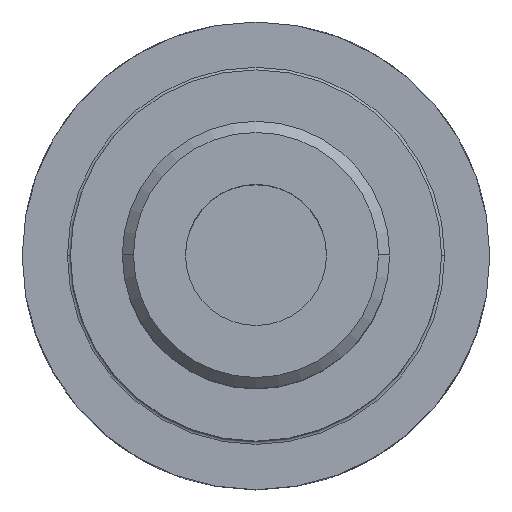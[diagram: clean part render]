
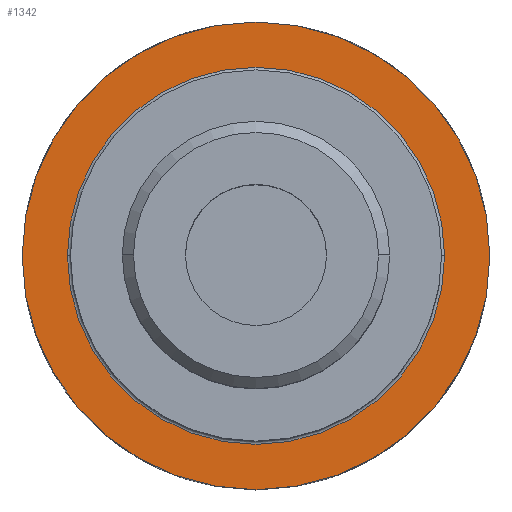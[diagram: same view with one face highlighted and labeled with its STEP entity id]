
A CAD part, top view. The second image highlights one B-rep face of the part: STEP entity #1342.
In plain terms, the highlighted planar face has unit normal (0, 0, 1).
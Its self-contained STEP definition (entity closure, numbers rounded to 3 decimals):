
#46 = CARTESIAN_POINT ( 'NONE',  ( 0., 0., 22. ) ) ;
#85 = DIRECTION ( 'NONE',  ( -1., 0., 0. ) ) ;
#461 = DIRECTION ( 'NONE',  ( 0., 0., -1. ) ) ;
#465 = PLANE ( 'NONE',  #2084 ) ;
#531 = ORIENTED_EDGE ( 'NONE', *, *, #3469, .T. ) ;
#645 = CARTESIAN_POINT ( 'NONE',  ( -31.5, 0., 22. ) ) ;
#1128 = AXIS2_PLACEMENT_3D ( 'NONE', #46, #461, #2800 ) ;
#1256 = DIRECTION ( 'NONE',  ( -1., 0., 0. ) ) ;
#1283 = DIRECTION ( 'NONE',  ( 0., 0., -1. ) ) ;
#1287 = EDGE_LOOP ( 'NONE', ( #531, #3356 ) ) ;
#1335 = CARTESIAN_POINT ( 'NONE',  ( 31.5, 0., 22. ) ) ;
#1342 = ADVANCED_FACE ( 'NONE', ( #1979, #2899 ), #465, .F. ) ;
#1391 = DIRECTION ( 'NONE',  ( 1., 0., 0. ) ) ;
#1611 = EDGE_CURVE ( 'NONE', #3345, #4768, #5125, .T. ) ;
#1772 = DIRECTION ( 'NONE',  ( 0., 0., 1. ) ) ;
#1979 = FACE_BOUND ( 'NONE', #4418, .T. ) ;
#2084 = AXIS2_PLACEMENT_3D ( 'NONE', #2874, #4879, #1256 ) ;
#2088 = AXIS2_PLACEMENT_3D ( 'NONE', #2917, #1772, #1391 ) ;
#2174 = CIRCLE ( 'NONE', #2088, 31.5 ) ;
#2227 = ORIENTED_EDGE ( 'NONE', *, *, #3636, .T. ) ;
#2364 = CARTESIAN_POINT ( 'NONE',  ( -25.4, 0., 22. ) ) ;
#2373 = CARTESIAN_POINT ( 'NONE',  ( 0., 0., 22. ) ) ;
#2486 = CIRCLE ( 'NONE', #4121, 31.5 ) ;
#2731 = ORIENTED_EDGE ( 'NONE', *, *, #1611, .T. ) ;
#2766 = DIRECTION ( 'NONE',  ( 0., 0., 1. ) ) ;
#2800 = DIRECTION ( 'NONE',  ( -1., 0., 0. ) ) ;
#2819 = CARTESIAN_POINT ( 'NONE',  ( 25.4, 0., 22. ) ) ;
#2874 = CARTESIAN_POINT ( 'NONE',  ( 0., 0., 22. ) ) ;
#2899 = FACE_OUTER_BOUND ( 'NONE', #1287, .T. ) ;
#2917 = CARTESIAN_POINT ( 'NONE',  ( 0., 0., 22. ) ) ;
#3166 = DIRECTION ( 'NONE',  ( 1., 0., 0. ) ) ;
#3345 = VERTEX_POINT ( 'NONE', #2364 ) ;
#3356 = ORIENTED_EDGE ( 'NONE', *, *, #4353, .T. ) ;
#3469 = EDGE_CURVE ( 'NONE', #4397, #4057, #2486, .T. ) ;
#3636 = EDGE_CURVE ( 'NONE', #4768, #3345, #4984, .T. ) ;
#4018 = AXIS2_PLACEMENT_3D ( 'NONE', #4431, #1283, #85 ) ;
#4057 = VERTEX_POINT ( 'NONE', #645 ) ;
#4121 = AXIS2_PLACEMENT_3D ( 'NONE', #2373, #2766, #3166 ) ;
#4353 = EDGE_CURVE ( 'NONE', #4057, #4397, #2174, .T. ) ;
#4397 = VERTEX_POINT ( 'NONE', #1335 ) ;
#4418 = EDGE_LOOP ( 'NONE', ( #2731, #2227 ) ) ;
#4431 = CARTESIAN_POINT ( 'NONE',  ( 0., 0., 22. ) ) ;
#4768 = VERTEX_POINT ( 'NONE', #2819 ) ;
#4879 = DIRECTION ( 'NONE',  ( 0., 0., -1. ) ) ;
#4984 = CIRCLE ( 'NONE', #4018, 25.4 ) ;
#5125 = CIRCLE ( 'NONE', #1128, 25.4 ) ;
